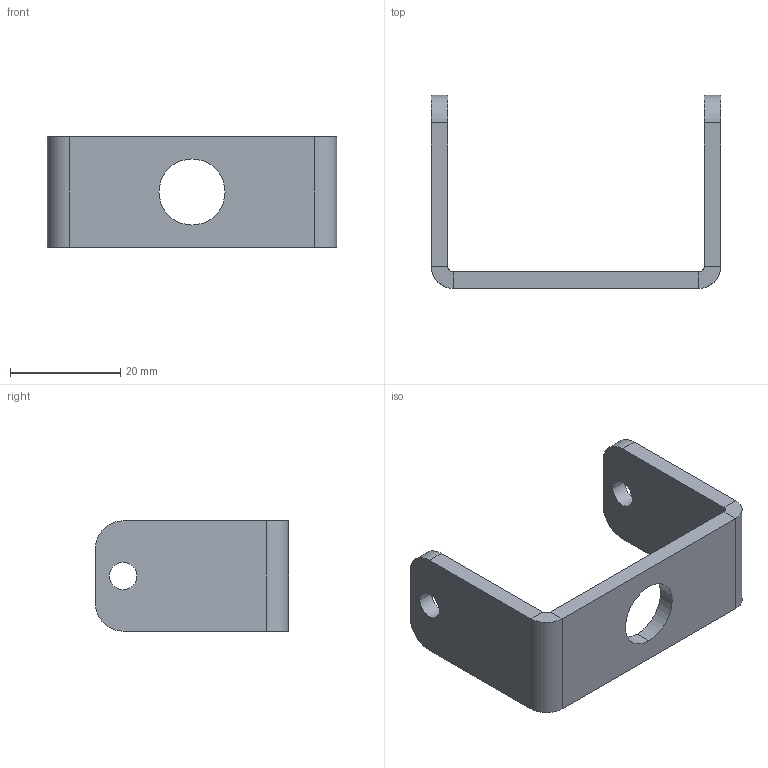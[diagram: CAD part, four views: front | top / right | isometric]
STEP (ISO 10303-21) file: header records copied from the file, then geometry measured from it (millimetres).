
FILE_DESCRIPTION (( 'STEP AP214' ), '1' );
FILE_NAME ('3mm Spring Back Plate x2.STEP', '2025-04-28T00:43:18', ( '' ), ( '' ), 'SwSTEP 2.0', 'SolidWorks 2022', '' );
FILE_SCHEMA (( 'AUTOMOTIVE_DESIGN' ));
Length unit declared in the file: millimetre
Products named in the file (1): 3mm Spring Back Plate x2
Bounding box: 52.5 x 35 x 20 mm (x, y, z)
Volume: 6339.8 mm3; surface area: 5214.2 mm2
Topology: 1 solids, 1 shells, 32 faces, 74 edges, 44 vertices
Faces by surface type: plane 18, cylinder 14
Entity records: 944 total; most frequent: DIRECTION 168, CARTESIAN_POINT 151, ORIENTED_EDGE 148, EDGE_CURVE 74, AXIS2_PLACEMENT_3D 61, LINE 46, VECTOR 46, VERTEX_POINT 44
